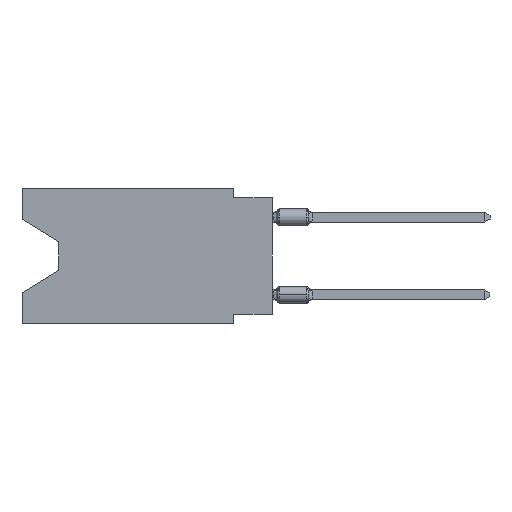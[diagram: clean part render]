
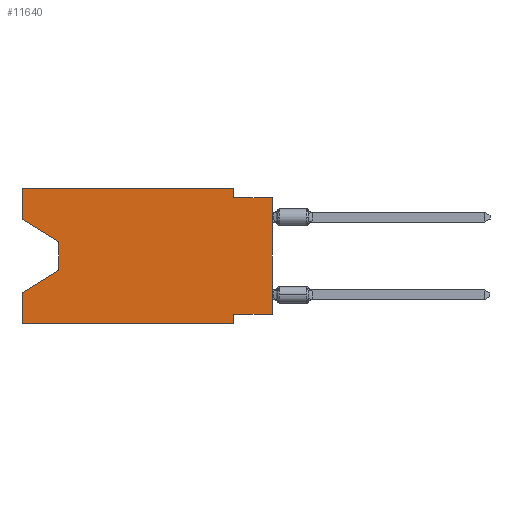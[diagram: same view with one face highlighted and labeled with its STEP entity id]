
A CAD part, left-side view. The second image highlights one B-rep face of the part: STEP entity #11640.
In plain terms, the highlighted planar face has unit normal (-1, 0, 0).
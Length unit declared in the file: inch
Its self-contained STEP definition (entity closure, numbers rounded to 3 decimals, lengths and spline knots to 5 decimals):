
#90 = ORIENTED_EDGE ( 'NONE', *, *, #22358, .F. ) ;
#226 = CARTESIAN_POINT ( 'NONE',  ( 0., 0.1, 0. ) ) ;
#265 = CARTESIAN_POINT ( 'NONE',  ( 0., 0., -0.325 ) ) ;
#329 = DIRECTION ( 'NONE',  ( 0., -1., 0. ) ) ;
#382 = EDGE_CURVE ( 'NONE', #24761, #22105, #10505, .T. ) ;
#502 = EDGE_CURVE ( 'NONE', #9713, #13117, #19782, .T. ) ;
#593 = EDGE_CURVE ( 'NONE', #6384, #12251, #16712, .T. ) ;
#996 = VECTOR ( 'NONE', #23190, 39.37008 ) ;
#1615 = CARTESIAN_POINT ( 'NONE',  ( 0., 0.645, 0. ) ) ;
#2020 = VECTOR ( 'NONE', #23753, 39.37008 ) ;
#2208 = ORIENTED_EDGE ( 'NONE', *, *, #14299, .T. ) ;
#2381 = VERTEX_POINT ( 'NONE', #2724 ) ;
#2603 = DIRECTION ( 'NONE',  ( 0., 0., -1. ) ) ;
#2701 = DIRECTION ( 'NONE',  ( 0., -0.855, -0.519 ) ) ;
#2724 = CARTESIAN_POINT ( 'NONE',  ( 0., 0., -0.025 ) ) ;
#2726 = CARTESIAN_POINT ( 'NONE',  ( 0., 0.55, -0.138 ) ) ;
#3168 = VERTEX_POINT ( 'NONE', #21384 ) ;
#3688 = DIRECTION ( 'NONE',  ( 1., 0., 0. ) ) ;
#3780 = EDGE_LOOP ( 'NONE', ( #2208, #21246, #20919, #20064, #10947, #28143, #11260, #9277, #21475, #90, #21813, #4211 ) ) ;
#4211 = ORIENTED_EDGE ( 'NONE', *, *, #19651, .F. ) ;
#4366 = AXIS2_PLACEMENT_3D ( 'NONE', #1615, #3688, #28578 ) ;
#4578 = CARTESIAN_POINT ( 'NONE',  ( 0., 0.1, -0.35 ) ) ;
#5196 = EDGE_CURVE ( 'NONE', #24761, #13117, #9836, .T. ) ;
#5835 = CARTESIAN_POINT ( 'NONE',  ( 0., 0.645, -0.26975 ) ) ;
#5897 = DIRECTION ( 'NONE',  ( 0., 0., 1. ) ) ;
#6005 = VERTEX_POINT ( 'NONE', #7365 ) ;
#6230 = VECTOR ( 'NONE', #2701, 39.37008 ) ;
#6342 = VECTOR ( 'NONE', #7958, 39.37008 ) ;
#6384 = VERTEX_POINT ( 'NONE', #2726 ) ;
#6761 = VECTOR ( 'NONE', #18107, 39.37008 ) ;
#6965 = LINE ( 'NONE', #15608, #20112 ) ;
#7060 = LINE ( 'NONE', #226, #20626 ) ;
#7365 = CARTESIAN_POINT ( 'NONE',  ( 0., 0.1, 0. ) ) ;
#7448 = DIRECTION ( 'NONE',  ( 0., 0.855, -0.519 ) ) ;
#7958 = DIRECTION ( 'NONE',  ( 0., 0., 1. ) ) ;
#8974 = VECTOR ( 'NONE', #329, 39.37008 ) ;
#9277 = ORIENTED_EDGE ( 'NONE', *, *, #24333, .T. ) ;
#9713 = VERTEX_POINT ( 'NONE', #10785 ) ;
#9836 = LINE ( 'NONE', #19097, #25394 ) ;
#10505 = LINE ( 'NONE', #26484, #27748 ) ;
#10785 = CARTESIAN_POINT ( 'NONE',  ( 0., 0.1, -0.325 ) ) ;
#10841 = DIRECTION ( 'NONE',  ( 0., -1., 0. ) ) ;
#10891 = VECTOR ( 'NONE', #7448, 39.37008 ) ;
#10947 = ORIENTED_EDGE ( 'NONE', *, *, #5196, .T. ) ;
#11260 = ORIENTED_EDGE ( 'NONE', *, *, #17680, .F. ) ;
#11640 = ADVANCED_FACE ( 'NONE', ( #22032 ), #22484, .F. ) ;
#11887 = CARTESIAN_POINT ( 'NONE',  ( 0., 0.645, -0.08025 ) ) ;
#12108 = CARTESIAN_POINT ( 'NONE',  ( 0., 0.55, -0.138 ) ) ;
#12251 = VERTEX_POINT ( 'NONE', #14308 ) ;
#12297 = CARTESIAN_POINT ( 'NONE',  ( 0., 0., -0.325 ) ) ;
#12779 = VERTEX_POINT ( 'NONE', #11887 ) ;
#12971 = VERTEX_POINT ( 'NONE', #26970 ) ;
#13117 = VERTEX_POINT ( 'NONE', #27969 ) ;
#13850 = CARTESIAN_POINT ( 'NONE',  ( 0., 0.645, -0.08025 ) ) ;
#14299 = EDGE_CURVE ( 'NONE', #12779, #6384, #18472, .T. ) ;
#14308 = CARTESIAN_POINT ( 'NONE',  ( 0., 0.55, -0.212 ) ) ;
#14458 = DIRECTION ( 'NONE',  ( 0., -1., 0. ) ) ;
#14809 = LINE ( 'NONE', #19591, #27029 ) ;
#15517 = CARTESIAN_POINT ( 'NONE',  ( 0., 0.645, -0.35 ) ) ;
#15608 = CARTESIAN_POINT ( 'NONE',  ( 0., 0., -0.025 ) ) ;
#16712 = LINE ( 'NONE', #12108, #2020 ) ;
#17334 = DIRECTION ( 'NONE',  ( 0., 0., 1. ) ) ;
#17680 = EDGE_CURVE ( 'NONE', #21085, #9713, #23334, .T. ) ;
#18107 = DIRECTION ( 'NONE',  ( 0., 0., -1. ) ) ;
#18472 = LINE ( 'NONE', #13850, #6230 ) ;
#18773 = LINE ( 'NONE', #27878, #10891 ) ;
#19097 = CARTESIAN_POINT ( 'NONE',  ( 0., 0.645, -0.35 ) ) ;
#19591 = CARTESIAN_POINT ( 'NONE',  ( 0., 0., 0. ) ) ;
#19651 = EDGE_CURVE ( 'NONE', #12779, #3168, #23617, .T. ) ;
#19782 = LINE ( 'NONE', #4578, #6761 ) ;
#20064 = ORIENTED_EDGE ( 'NONE', *, *, #382, .F. ) ;
#20112 = VECTOR ( 'NONE', #10841, 39.37008 ) ;
#20626 = VECTOR ( 'NONE', #2603, 39.37008 ) ;
#20723 = CARTESIAN_POINT ( 'NONE',  ( 0., 0.645, 0. ) ) ;
#20902 = EDGE_CURVE ( 'NONE', #12971, #2381, #6965, .T. ) ;
#20919 = ORIENTED_EDGE ( 'NONE', *, *, #27807, .T. ) ;
#21085 = VERTEX_POINT ( 'NONE', #12297 ) ;
#21162 = LINE ( 'NONE', #20723, #8974 ) ;
#21246 = ORIENTED_EDGE ( 'NONE', *, *, #593, .T. ) ;
#21384 = CARTESIAN_POINT ( 'NONE',  ( 0., 0.645, 0. ) ) ;
#21475 = ORIENTED_EDGE ( 'NONE', *, *, #20902, .F. ) ;
#21813 = ORIENTED_EDGE ( 'NONE', *, *, #27761, .F. ) ;
#22032 = FACE_OUTER_BOUND ( 'NONE', #3780, .T. ) ;
#22105 = VERTEX_POINT ( 'NONE', #5835 ) ;
#22358 = EDGE_CURVE ( 'NONE', #6005, #12971, #7060, .T. ) ;
#22484 = PLANE ( 'NONE',  #4366 ) ;
#23190 = DIRECTION ( 'NONE',  ( 0., 1., 0. ) ) ;
#23334 = LINE ( 'NONE', #265, #996 ) ;
#23617 = LINE ( 'NONE', #27934, #6342 ) ;
#23753 = DIRECTION ( 'NONE',  ( 0., 0., -1. ) ) ;
#24333 = EDGE_CURVE ( 'NONE', #21085, #2381, #14809, .T. ) ;
#24761 = VERTEX_POINT ( 'NONE', #15517 ) ;
#25394 = VECTOR ( 'NONE', #14458, 39.37008 ) ;
#26484 = CARTESIAN_POINT ( 'NONE',  ( 0., 0.645, 0. ) ) ;
#26970 = CARTESIAN_POINT ( 'NONE',  ( 0., 0.1, -0.025 ) ) ;
#27029 = VECTOR ( 'NONE', #17334, 39.37008 ) ;
#27748 = VECTOR ( 'NONE', #5897, 39.37008 ) ;
#27761 = EDGE_CURVE ( 'NONE', #3168, #6005, #21162, .T. ) ;
#27807 = EDGE_CURVE ( 'NONE', #12251, #22105, #18773, .T. ) ;
#27878 = CARTESIAN_POINT ( 'NONE',  ( 0., 0.55, -0.212 ) ) ;
#27934 = CARTESIAN_POINT ( 'NONE',  ( 0., 0.645, 0. ) ) ;
#27969 = CARTESIAN_POINT ( 'NONE',  ( 0., 0.1, -0.35 ) ) ;
#28143 = ORIENTED_EDGE ( 'NONE', *, *, #502, .F. ) ;
#28578 = DIRECTION ( 'NONE',  ( 0., 0., -1. ) ) ;
